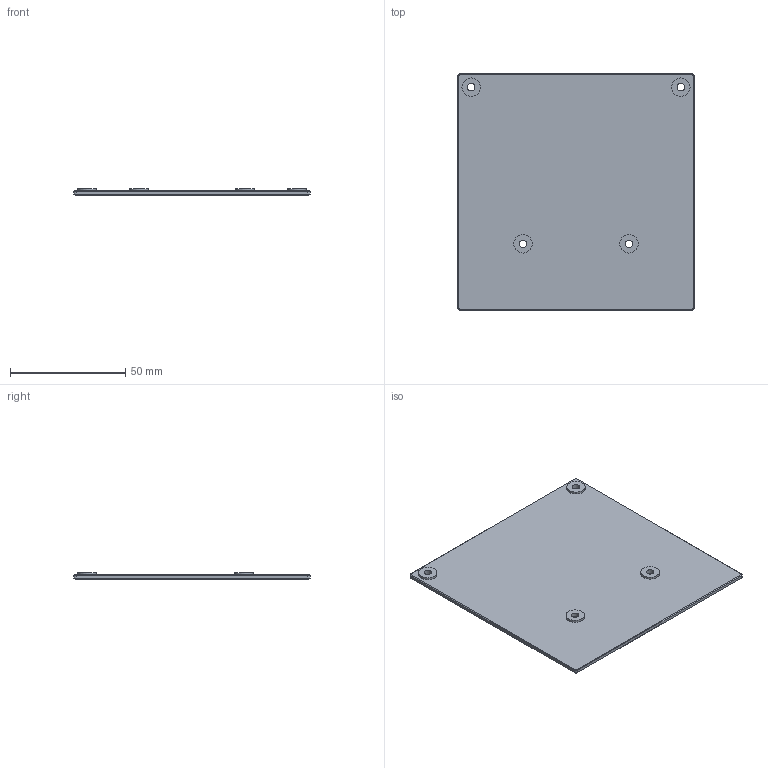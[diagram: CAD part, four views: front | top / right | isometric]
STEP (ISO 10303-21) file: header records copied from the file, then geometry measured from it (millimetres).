
FILE_DESCRIPTION(('FreeCAD Model'),'2;1');
FILE_NAME('Open CASCADE Shape Model','2026-02-07T22:31:02',(''),(''), 'Open CASCADE STEP processor 7.8','FreeCAD','Unknown');
FILE_SCHEMA(('AUTOMOTIVE_DESIGN { 1 0 10303 214 1 1 1 1 }'));
Length unit declared in the file: millimetre
Products named in the file (1): lid
Bounding box: 102.5 x 102.5 x 3 mm (x, y, z)
Volume: 20912.8 mm3; surface area: 21815.7 mm2
Topology: 1 solids, 1 shells, 50 faces, 100 edges, 60 vertices
Faces by surface type: plane 22, cylinder 16, cone 12
Full cylindrical faces by diameter (mm): 3.2 x4, 7 x4, 8 x4
Entity records: 1326 total; most frequent: DIRECTION 246, CARTESIAN_POINT 211, ORIENTED_EDGE 200, EDGE_CURVE 100, AXIS2_PLACEMENT_3D 95, FACE_BOUND 66, EDGE_LOOP 66, VERTEX_POINT 60
